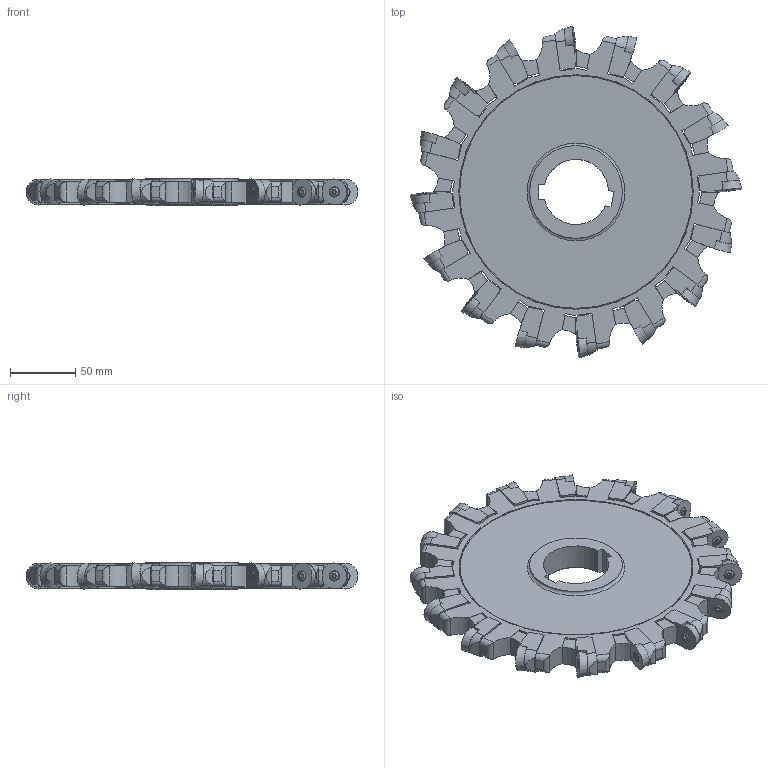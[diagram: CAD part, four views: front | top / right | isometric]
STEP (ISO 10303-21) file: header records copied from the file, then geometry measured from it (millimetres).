
FILE_DESCRIPTION(/* description */ (''),/* implementation_level */ '2;1');
FILE_NAME(/* name */ '335.25-250.1721XL.50-8N-R10I_Detailed.stp',/* time_stamp */ '2024-08-07T11:10:54+06:00',/* author */ (''),/* organization */ (''),/* preprocessor_version */ 'ST-DEVELOPER v18.102',/* originating_system */ 'SIEMENS PLM Software NX2206.8101',/* authorisation */ '');
FILE_SCHEMA (('AUTOMOTIVE_DESIGN { 1 0 10303 214 3 1 1 1 }'));
Length unit declared in the file: millimetre
Products named in the file (4): CUT; NOCUT; ASSEMBLY_CONSTRUCTION; 10296551_stp
Assembly tree (18 placements, depth 2):
  10296551_stp
    ASSEMBLY_CONSTRUCTION
    NOCUT
    CUT  x16
Bounding box: 254.93 x 254.93 x 21 mm (x, y, z)
Volume: 657480.5 mm3; surface area: 152231 mm2
Topology: 33 solids, 33 shells, 935 faces, 2579 edges, 1766 vertices
Faces by surface type: plane 444, cylinder 338, cone 84, torus 53, sphere 16
Full cylindrical faces by diameter (mm): 5 x16, 6.088 x16, 7.2 x16
Entity records: 27594 total; most frequent: CARTESIAN_POINT 6924, ORIENTED_EDGE 4382, DIRECTION 3774, EDGE_CURVE 2191, VERTEX_POINT 1493, LINE 1316, VECTOR 1316, AXIS2_PLACEMENT_3D 1229
